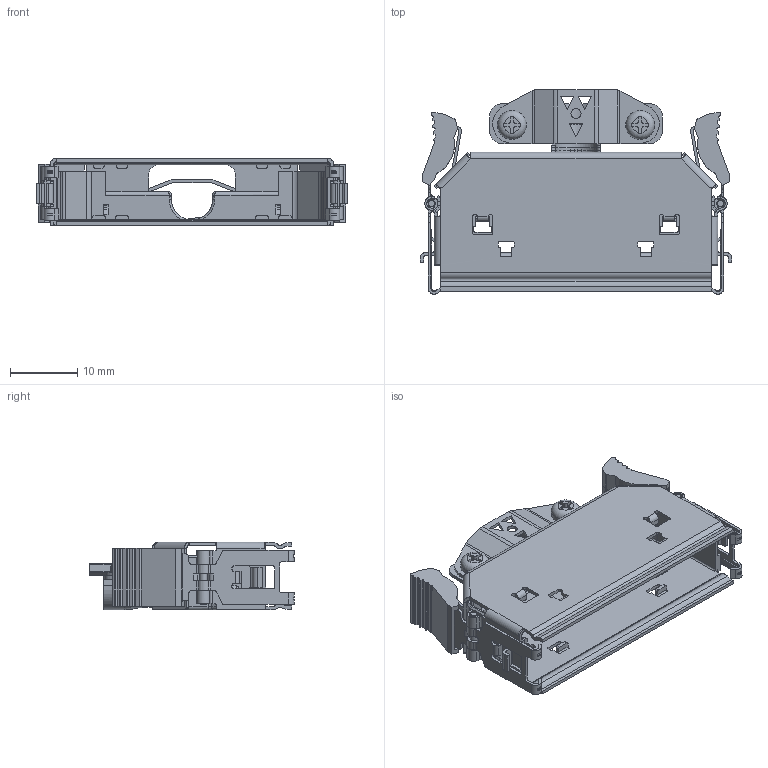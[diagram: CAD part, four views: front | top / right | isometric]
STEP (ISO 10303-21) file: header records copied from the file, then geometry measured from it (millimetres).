
FILE_DESCRIPTION( ('This file contains a STEP AP42 implementation' ,'as created by ZW3D STEP Interface translator.') ,'2;1' );
FILE_NAME( '6326-050S00M00X.stp' ,'2311 6.165210', (''), ('ZWCAD Software Co.'), 'Version 1.0', 'ZW3D to STEP translator', '' );
FILE_SCHEMA(('AUTOMOTIVE_DESIGN { 1 0 10303 214 1 1 1 1 }'));
Length unit declared in the file: millimetre
Products named in the file (2): 0; 6326-050S00M00X.stpWzH
Bounding box: 46.35 x 30.43 x 10.1 mm (x, y, z)
Volume: 3.8 mm3; surface area: 7194.7 mm2
Topology: 2 solids, 3 shells, 1373 faces, 3778 edges, 2384 vertices
Faces by surface type: plane 715, cylinder 469, bspline 151, cone 34, torus 4
Full cylindrical faces by diameter (mm): 1 x4, 1.1 x2, 1.5 x1, 2.6 x4, 3.2 x2, 3.4 x2, 4.3 x2
Entity records: 50985 total; most frequent: CARTESIAN_POINT 16971, ORIENTED_EDGE 7553, DIRECTION 5773, EDGE_CURVE 3776, VERTEX_POINT 2384, AXIS2_PLACEMENT_3D 1957, VECTOR 1859, LINE 1859
